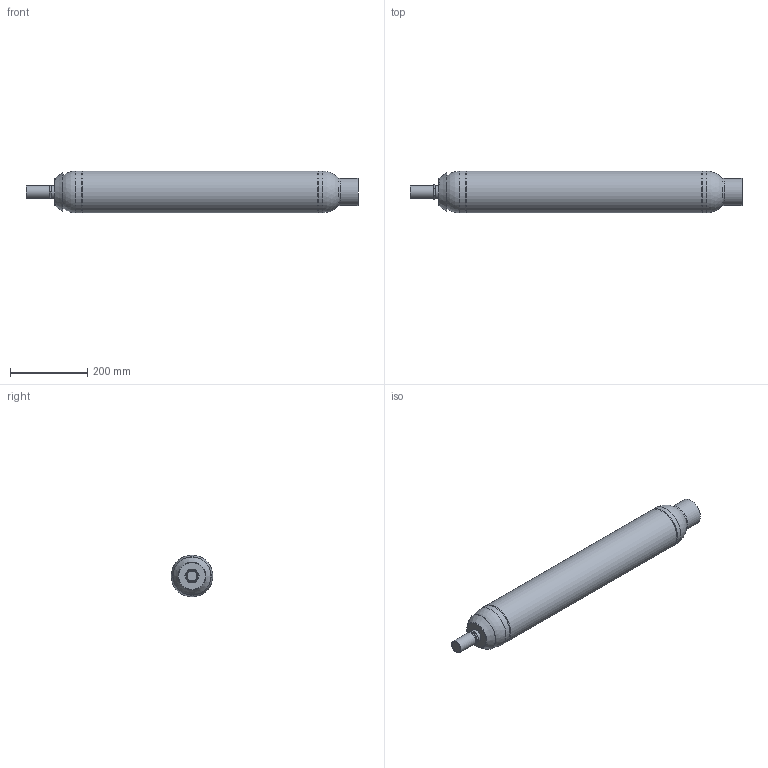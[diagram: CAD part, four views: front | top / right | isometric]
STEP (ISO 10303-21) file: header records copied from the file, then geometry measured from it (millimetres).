
FILE_DESCRIPTION((''),'2;1');
FILE_NAME('EBV_5L_40_90.stp','2011-03-04T13:59:29',('laurent.simeon'),(''),'Autodesk Inventor 2011','Autodesk Inventor 2011','');
FILE_SCHEMA(('AUTOMOTIVE_DESIGN { 1 0 10303 214 1 1 1 1 }'));
Length unit declared in the file: millimetre
Products named in the file (19): EBV_5L_40_90; CA109298-01290; FOND HEMISPHERIQUE COTE GAZ; FOND HMISPHRIQUE COT FLUIDE; VIROLE ; SOUDURE-1; SOUDURE-2; CB105664-01200; SOUDURE-3; EC102958-01200; PF109096-05200; BP102851-01200; BOUCHON DE PROTECTION; BOUCHON PLASTIQUE; RI109116-01200
Assembly tree (18 placements, depth 4):
  EBV_5L_40_90
    CA109298-01290
      FOND HEMISPHERIQUE COTE GAZ
      FOND HMISPHRIQUE COT FLUIDE
      VIROLE 
      SOUDURE-1
      SOUDURE-2
      CB105664-01200
        CB105664-01200
      SOUDURE-3
    EC102958-01200
      EC102958-01200
    PF109096-05200
      PF109096-05200
    BP102851-01200
      BOUCHON DE PROTECTION
      BOUCHON PLASTIQUE
    RI109116-01200
      RI109116-01200
Bounding box: 860.05 x 108.38 x 108.38 mm (x, y, z)
Volume: 1013883.5 mm3; surface area: 557109.2 mm2
Topology: 12 solids, 12 shells, 101 faces, 196 edges, 120 vertices
Faces by surface type: cone 31, plane 31, cylinder 27, torus 7, sphere 4, bspline 1
Full cylindrical faces by diameter (mm): 20.68 x1, 22.5 x2, 25 x1, 29.5 x1, 29.9 x2, 31 x1, 33 x1, 33.7 x1, 50.6 x1, 55.2 x2, 56.656 x1, 58.7 x1, 60.2 x1, 62 x2, 70 x1, 100 x1, 102 x2, 108 x3
Entity records: 2766 total; most frequent: DIRECTION 476, CARTESIAN_POINT 414, ORIENTED_EDGE 240, AXIS2_PLACEMENT_3D 231, EDGE_LOOP 186, EDGE_CURVE 120, VERTEX_POINT 106, FACE_OUTER_BOUND 101
